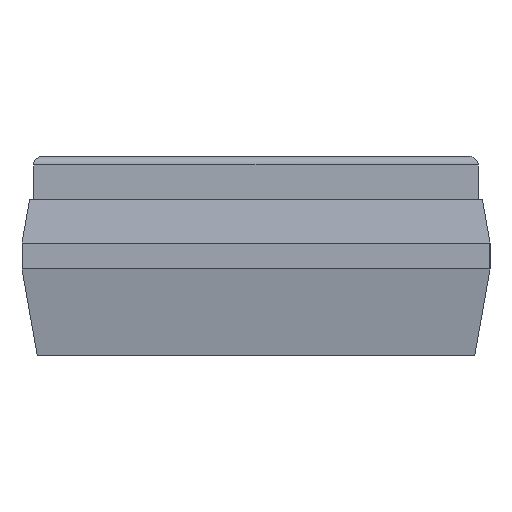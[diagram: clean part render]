
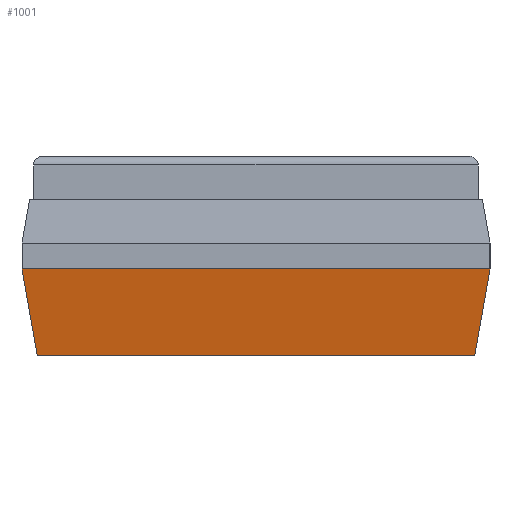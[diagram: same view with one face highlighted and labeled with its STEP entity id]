
A CAD part, left-side view. The second image highlights one B-rep face of the part: STEP entity #1001.
In plain terms, the highlighted planar face has unit normal (-0.985, 0, -0.174).
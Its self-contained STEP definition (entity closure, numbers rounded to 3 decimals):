
#10 = VERTEX_POINT ( 'NONE', #3427 ) ;
#149 = ORIENTED_EDGE ( 'NONE', *, *, #2434, .F. ) ;
#261 = ORIENTED_EDGE ( 'NONE', *, *, #3852, .T. ) ;
#540 = ORIENTED_EDGE ( 'NONE', *, *, #2856, .T. ) ;
#618 = LINE ( 'NONE', #2387, #862 ) ;
#663 = DIRECTION ( 'NONE',  ( 0., -1., 0. ) ) ;
#862 = VECTOR ( 'NONE', #663, 1000. ) ;
#929 = VECTOR ( 'NONE', #2748, 1000. ) ;
#931 = AXIS2_PLACEMENT_3D ( 'NONE', #4421, #1390, #2437 ) ;
#1001 = ADVANCED_FACE ( 'NONE', ( #4462 ), #4147, .F. ) ;
#1074 = CARTESIAN_POINT ( 'NONE',  ( -5.704, 0., 0. ) ) ;
#1302 = DIRECTION ( 'NONE',  ( -0.171, -0.171, 0.97 ) ) ;
#1390 = DIRECTION ( 'NONE',  ( 0.985, 0., 0.174 ) ) ;
#1409 = ORIENTED_EDGE ( 'NONE', *, *, #2108, .F. ) ;
#1662 = CARTESIAN_POINT ( 'NONE',  ( -5.88, -2.7, 1. ) ) ;
#1940 = VERTEX_POINT ( 'NONE', #2836 ) ;
#2062 = LINE ( 'NONE', #4132, #929 ) ;
#2104 = EDGE_LOOP ( 'NONE', ( #261, #149, #540, #1409 ) ) ;
#2108 = EDGE_CURVE ( 'NONE', #10, #3197, #3495, .T. ) ;
#2156 = DIRECTION ( 'NONE',  ( 0., 1., 0. ) ) ;
#2158 = CARTESIAN_POINT ( 'NONE',  ( -5.88, -2.7, 1. ) ) ;
#2311 = VECTOR ( 'NONE', #1302, 1000. ) ;
#2387 = CARTESIAN_POINT ( 'NONE',  ( -5.88, -2.7, 1. ) ) ;
#2434 = EDGE_CURVE ( 'NONE', #1940, #4267, #618, .T. ) ;
#2437 = DIRECTION ( 'NONE',  ( 0., 1., 0. ) ) ;
#2748 = DIRECTION ( 'NONE',  ( 0.171, -0.171, -0.97 ) ) ;
#2836 = CARTESIAN_POINT ( 'NONE',  ( -5.88, 2.7, 1. ) ) ;
#2856 = EDGE_CURVE ( 'NONE', #1940, #3197, #2062, .T. ) ;
#3197 = VERTEX_POINT ( 'NONE', #3516 ) ;
#3427 = CARTESIAN_POINT ( 'NONE',  ( -5.704, -2.524, 0. ) ) ;
#3495 = LINE ( 'NONE', #1074, #4323 ) ;
#3516 = CARTESIAN_POINT ( 'NONE',  ( -5.704, 2.524, 0. ) ) ;
#3734 = LINE ( 'NONE', #1662, #2311 ) ;
#3852 = EDGE_CURVE ( 'NONE', #10, #4267, #3734, .T. ) ;
#4132 = CARTESIAN_POINT ( 'NONE',  ( -5.537, 2.357, -0.947 ) ) ;
#4147 = PLANE ( 'NONE',  #931 ) ;
#4267 = VERTEX_POINT ( 'NONE', #2158 ) ;
#4323 = VECTOR ( 'NONE', #2156, 1000. ) ;
#4421 = CARTESIAN_POINT ( 'NONE',  ( -5.704, 0., 0. ) ) ;
#4462 = FACE_OUTER_BOUND ( 'NONE', #2104, .T. ) ;
